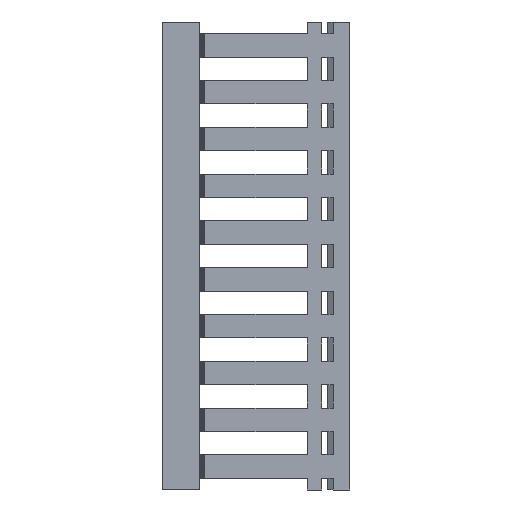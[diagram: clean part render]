
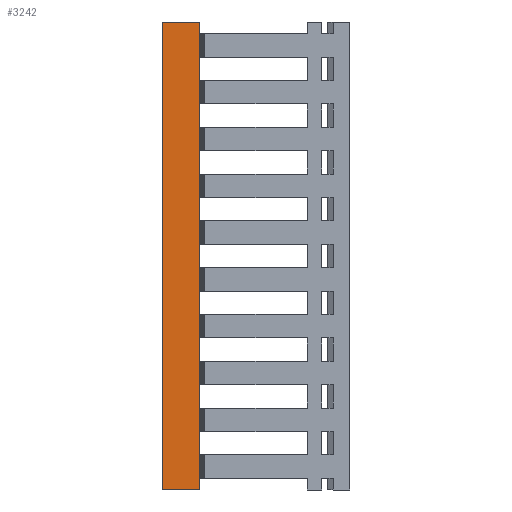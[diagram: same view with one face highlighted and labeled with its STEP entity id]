
A CAD part, left-side view. The second image highlights one B-rep face of the part: STEP entity #3242.
In plain terms, the highlighted planar face has unit normal (-1, 0, 0).
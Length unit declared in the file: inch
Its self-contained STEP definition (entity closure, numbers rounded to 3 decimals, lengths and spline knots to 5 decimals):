
#387 = DIRECTION ( 'NONE',  ( 0., -1., 0. ) ) ;
#1220 = LINE ( 'NONE', #1282, #5008 ) ;
#1282 = CARTESIAN_POINT ( 'NONE',  ( -1.1811, 1.5748, -3.93701 ) ) ;
#1448 = CARTESIAN_POINT ( 'NONE',  ( -1.1811, 1.5748, 0. ) ) ;
#2161 = DIRECTION ( 'NONE',  ( 0., 0., 1. ) ) ;
#2528 = CARTESIAN_POINT ( 'NONE',  ( -1.1811, 1.5748, 0. ) ) ;
#3242 = ADVANCED_FACE ( 'NONE', ( #7569 ), #4853, .T. ) ;
#3788 = ORIENTED_EDGE ( 'NONE', *, *, #10970, .T. ) ;
#3977 = ORIENTED_EDGE ( 'NONE', *, *, #4223, .T. ) ;
#4074 = AXIS2_PLACEMENT_3D ( 'NONE', #7511, #5027, #8622 ) ;
#4223 = EDGE_CURVE ( 'NONE', #4359, #8734, #1220, .T. ) ;
#4317 = LINE ( 'NONE', #1448, #10829 ) ;
#4359 = VERTEX_POINT ( 'NONE', #11380 ) ;
#4422 = EDGE_CURVE ( 'NONE', #8638, #11484, #4317, .T. ) ;
#4853 = PLANE ( 'NONE',  #4074 ) ;
#4912 = LINE ( 'NONE', #7576, #5656 ) ;
#5008 = VECTOR ( 'NONE', #387, 39.37008 ) ;
#5027 = DIRECTION ( 'NONE',  ( -1., 0., 0. ) ) ;
#5656 = VECTOR ( 'NONE', #2161, 39.37008 ) ;
#6495 = CARTESIAN_POINT ( 'NONE',  ( -1.1811, 1.25984, 0. ) ) ;
#6820 = LINE ( 'NONE', #10409, #8606 ) ;
#7511 = CARTESIAN_POINT ( 'NONE',  ( -1.1811, 1.5748, -3.93701 ) ) ;
#7564 = CARTESIAN_POINT ( 'NONE',  ( -1.1811, 1.25984, -3.93701 ) ) ;
#7569 = FACE_OUTER_BOUND ( 'NONE', #7715, .T. ) ;
#7576 = CARTESIAN_POINT ( 'NONE',  ( -1.1811, 1.25984, -3.93701 ) ) ;
#7594 = DIRECTION ( 'NONE',  ( 0., 0., 1. ) ) ;
#7715 = EDGE_LOOP ( 'NONE', ( #3977, #3788, #9520, #8113 ) ) ;
#7954 = EDGE_CURVE ( 'NONE', #4359, #11484, #6820, .T. ) ;
#8113 = ORIENTED_EDGE ( 'NONE', *, *, #7954, .F. ) ;
#8606 = VECTOR ( 'NONE', #7594, 39.37008 ) ;
#8622 = DIRECTION ( 'NONE',  ( 0., 0., 1. ) ) ;
#8638 = VERTEX_POINT ( 'NONE', #6495 ) ;
#8734 = VERTEX_POINT ( 'NONE', #7564 ) ;
#8852 = DIRECTION ( 'NONE',  ( 0., 1., 0. ) ) ;
#9520 = ORIENTED_EDGE ( 'NONE', *, *, #4422, .T. ) ;
#10409 = CARTESIAN_POINT ( 'NONE',  ( -1.1811, 1.5748, -3.93701 ) ) ;
#10829 = VECTOR ( 'NONE', #8852, 39.37008 ) ;
#10970 = EDGE_CURVE ( 'NONE', #8734, #8638, #4912, .T. ) ;
#11380 = CARTESIAN_POINT ( 'NONE',  ( -1.1811, 1.5748, -3.93701 ) ) ;
#11484 = VERTEX_POINT ( 'NONE', #2528 ) ;
